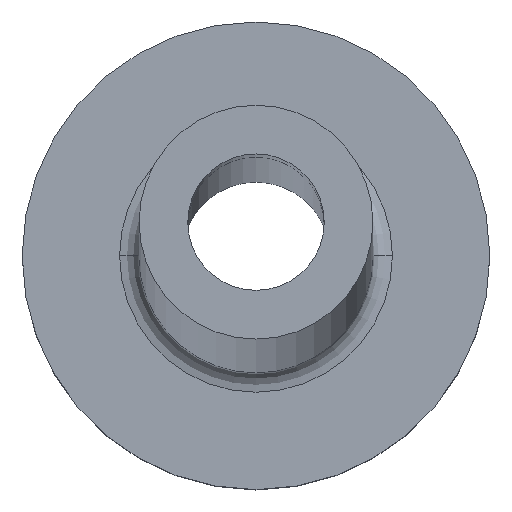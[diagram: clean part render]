
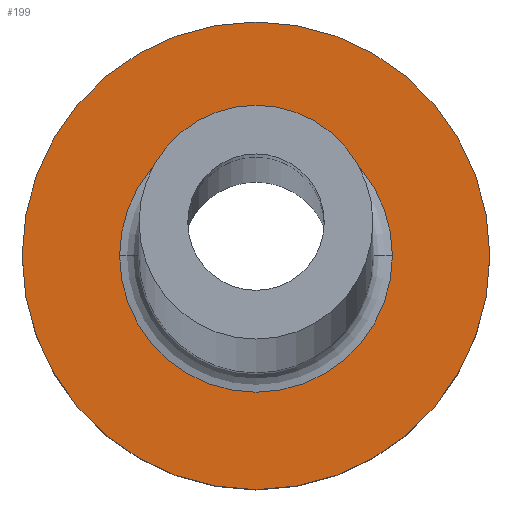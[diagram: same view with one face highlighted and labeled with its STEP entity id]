
A CAD part, top view. The second image highlights one B-rep face of the part: STEP entity #199.
In plain terms, the highlighted planar face has unit normal (0, 0, 1).
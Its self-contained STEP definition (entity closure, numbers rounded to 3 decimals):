
#11 = AXIS2_PLACEMENT_3D ( 'NONE', #453, #322, #106 ) ;
#15 = ORIENTED_EDGE ( 'NONE', *, *, #224, .T. ) ;
#19 = CARTESIAN_POINT ( 'NONE',  ( 0., 0., 5. ) ) ;
#24 = CARTESIAN_POINT ( 'NONE',  ( -6., 0., 5. ) ) ;
#39 = FACE_BOUND ( 'NONE', #225, .T. ) ;
#46 = ORIENTED_EDGE ( 'NONE', *, *, #409, .T. ) ;
#89 = AXIS2_PLACEMENT_3D ( 'NONE', #227, #370, #202 ) ;
#106 = DIRECTION ( 'NONE',  ( 1., 0., 0. ) ) ;
#116 = DIRECTION ( 'NONE',  ( 1., 0., 0. ) ) ;
#119 = VERTEX_POINT ( 'NONE', #414 ) ;
#129 = EDGE_LOOP ( 'NONE', ( #15, #46 ) ) ;
#133 = DIRECTION ( 'NONE',  ( 1., 0., 0. ) ) ;
#148 = VERTEX_POINT ( 'NONE', #24 ) ;
#151 = EDGE_CURVE ( 'NONE', #163, #324, #353, .T. ) ;
#155 = DIRECTION ( 'NONE',  ( 0., 0., -1. ) ) ;
#159 = AXIS2_PLACEMENT_3D ( 'NONE', #19, #170, #133 ) ;
#163 = VERTEX_POINT ( 'NONE', #346 ) ;
#170 = DIRECTION ( 'NONE',  ( 0., 0., -1. ) ) ;
#180 = AXIS2_PLACEMENT_3D ( 'NONE', #254, #155, #432 ) ;
#192 = FACE_OUTER_BOUND ( 'NONE', #129, .T. ) ;
#195 = CIRCLE ( 'NONE', #180, 3.5 ) ;
#199 = ADVANCED_FACE ( 'NONE', ( #39, #192 ), #333, .T. ) ;
#202 = DIRECTION ( 'NONE',  ( 1., 0., 0. ) ) ;
#216 = CIRCLE ( 'NONE', #11, 6. ) ;
#224 = EDGE_CURVE ( 'NONE', #148, #119, #216, .T. ) ;
#225 = EDGE_LOOP ( 'NONE', ( #408, #320 ) ) ;
#227 = CARTESIAN_POINT ( 'NONE',  ( 0., 0., 5. ) ) ;
#251 = AXIS2_PLACEMENT_3D ( 'NONE', #290, #434, #116 ) ;
#254 = CARTESIAN_POINT ( 'NONE',  ( 0., 0., 5. ) ) ;
#286 = CIRCLE ( 'NONE', #89, 6. ) ;
#290 = CARTESIAN_POINT ( 'NONE',  ( 0., 0., 5. ) ) ;
#303 = EDGE_CURVE ( 'NONE', #324, #163, #195, .T. ) ;
#320 = ORIENTED_EDGE ( 'NONE', *, *, #151, .T. ) ;
#322 = DIRECTION ( 'NONE',  ( 0., 0., 1. ) ) ;
#324 = VERTEX_POINT ( 'NONE', #401 ) ;
#333 = PLANE ( 'NONE',  #251 ) ;
#346 = CARTESIAN_POINT ( 'NONE',  ( -3.5, 0., 5. ) ) ;
#353 = CIRCLE ( 'NONE', #159, 3.5 ) ;
#370 = DIRECTION ( 'NONE',  ( 0., 0., 1. ) ) ;
#401 = CARTESIAN_POINT ( 'NONE',  ( 3.5, 0., 5. ) ) ;
#408 = ORIENTED_EDGE ( 'NONE', *, *, #303, .T. ) ;
#409 = EDGE_CURVE ( 'NONE', #119, #148, #286, .T. ) ;
#414 = CARTESIAN_POINT ( 'NONE',  ( 6., 0., 5. ) ) ;
#432 = DIRECTION ( 'NONE',  ( 1., 0., 0. ) ) ;
#434 = DIRECTION ( 'NONE',  ( 0., 0., 1. ) ) ;
#453 = CARTESIAN_POINT ( 'NONE',  ( 0., 0., 5. ) ) ;
